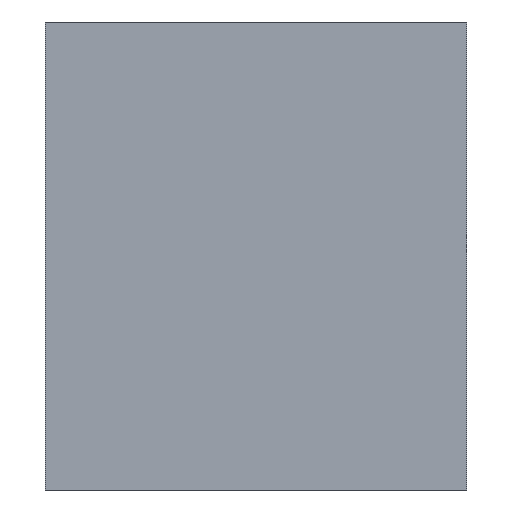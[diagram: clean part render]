
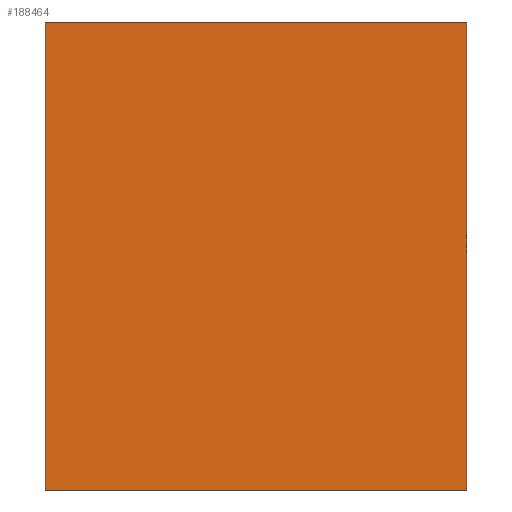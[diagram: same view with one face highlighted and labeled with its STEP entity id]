
A CAD part, front view. The second image highlights one B-rep face of the part: STEP entity #188464.
In plain terms, the highlighted planar face has unit normal (0, -1, 0).
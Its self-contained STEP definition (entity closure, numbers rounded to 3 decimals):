
#40849 = VERTEX_POINT ( 'NONE', #329370 ) ;
#46833 = VERTEX_POINT ( 'NONE', #156180 ) ;
#48858 = LINE ( 'NONE', #385212, #291134 ) ;
#49598 = ORIENTED_EDGE ( 'NONE', *, *, #272663, .T. ) ;
#60167 = ORIENTED_EDGE ( 'NONE', *, *, #267752, .T. ) ;
#68187 = CARTESIAN_POINT ( 'NONE',  ( 371.719, -6.88, -439.293 ) ) ;
#115951 = CARTESIAN_POINT ( 'NONE',  ( 371.719, -6.88, 395.874 ) ) ;
#156180 = CARTESIAN_POINT ( 'NONE',  ( 371.719, -6.88, 395.874 ) ) ;
#161534 = DIRECTION ( 'NONE',  ( 1., 0., 0. ) ) ;
#178796 = LINE ( 'NONE', #115951, #264637 ) ;
#188464 = ADVANCED_FACE ( 'NONE', ( #365038 ), #385692, .T. ) ;
#192232 = DIRECTION ( 'NONE',  ( 0., 0., -1. ) ) ;
#193131 = DIRECTION ( 'NONE',  ( 0., 0., -1. ) ) ;
#202564 = EDGE_LOOP ( 'NONE', ( #60167, #364282, #333573, #49598 ) ) ;
#212573 = VERTEX_POINT ( 'NONE', #367893 ) ;
#228317 = DIRECTION ( 'NONE',  ( 0., 0., 1. ) ) ;
#244190 = EDGE_CURVE ( 'NONE', #40849, #367381, #48858, .T. ) ;
#250024 = DIRECTION ( 'NONE',  ( -1., 0., 0. ) ) ;
#260751 = CARTESIAN_POINT ( 'NONE',  ( 371.719, -6.88, -439.293 ) ) ;
#264637 = VECTOR ( 'NONE', #250024, 1000. ) ;
#267752 = EDGE_CURVE ( 'NONE', #212573, #46833, #410006, .T. ) ;
#272663 = EDGE_CURVE ( 'NONE', #367381, #212573, #333306, .T. ) ;
#280447 = AXIS2_PLACEMENT_3D ( 'NONE', #317904, #288189, #192232 ) ;
#288189 = DIRECTION ( 'NONE',  ( 0., -1., 0. ) ) ;
#291134 = VECTOR ( 'NONE', #193131, 1000. ) ;
#308257 = VECTOR ( 'NONE', #161534, 1000. ) ;
#317904 = CARTESIAN_POINT ( 'NONE',  ( 0., -6.88, 0. ) ) ;
#322038 = EDGE_CURVE ( 'NONE', #46833, #40849, #178796, .T. ) ;
#329370 = CARTESIAN_POINT ( 'NONE',  ( -380.805, -6.88, 395.874 ) ) ;
#333306 = LINE ( 'NONE', #68187, #308257 ) ;
#333573 = ORIENTED_EDGE ( 'NONE', *, *, #244190, .T. ) ;
#364282 = ORIENTED_EDGE ( 'NONE', *, *, #322038, .T. ) ;
#365038 = FACE_OUTER_BOUND ( 'NONE', #202564, .T. ) ;
#367381 = VERTEX_POINT ( 'NONE', #380793 ) ;
#367893 = CARTESIAN_POINT ( 'NONE',  ( 371.719, -6.88, -439.293 ) ) ;
#380793 = CARTESIAN_POINT ( 'NONE',  ( -380.805, -6.88, -439.293 ) ) ;
#384477 = VECTOR ( 'NONE', #228317, 1000. ) ;
#385212 = CARTESIAN_POINT ( 'NONE',  ( -380.805, -6.88, -439.293 ) ) ;
#385692 = PLANE ( 'NONE',  #280447 ) ;
#410006 = LINE ( 'NONE', #260751, #384477 ) ;
